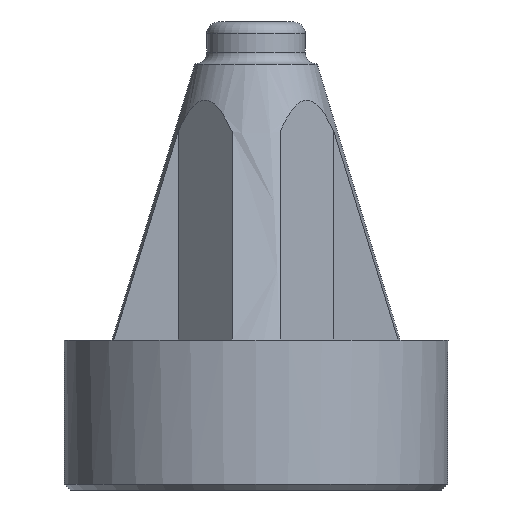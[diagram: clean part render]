
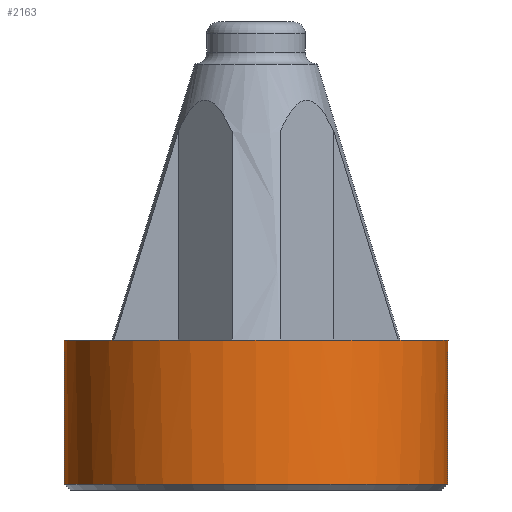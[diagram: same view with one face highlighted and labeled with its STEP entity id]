
A CAD part, left-side view. The second image highlights one B-rep face of the part: STEP entity #2163.
In plain terms, the highlighted cylindrical face has radius 16 mm (diameter 32 mm), a partial arc.
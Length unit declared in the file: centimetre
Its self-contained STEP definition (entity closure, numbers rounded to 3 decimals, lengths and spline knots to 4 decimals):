
#133=ELLIPSE('',#2317,1.6014,1.6);
#135=ELLIPSE('',#2319,1.6014,1.6);
#144=CYLINDRICAL_SURFACE('',#2331,1.6);
#175=CIRCLE('',#2301,1.6);
#179=CIRCLE('',#2326,1.6);
#203=VERTEX_POINT('',#2931);
#267=VERTEX_POINT('',#3099);
#268=VERTEX_POINT('',#3101);
#295=VERTEX_POINT('',#3176);
#298=VERTEX_POINT('',#3182);
#322=VERTEX_POINT('',#3299);
#521=VECTOR('',#2676,1.);
#524=VECTOR('',#2681,1.);
#752=LINE('',#3308,#521);
#755=LINE('',#3312,#524);
#949=EDGE_CURVE('',#268,#267,#175,.T.);
#986=EDGE_CURVE('',#295,#268,#133,.T.);
#990=EDGE_CURVE('',#267,#298,#135,.T.);
#1017=EDGE_CURVE('',#322,#203,#179,.T.);
#1021=EDGE_CURVE('',#203,#298,#752,.T.);
#1024=EDGE_CURVE('',#322,#295,#755,.T.);
#1408=ORIENTED_EDGE('',*,*,#1017,.F.);
#1409=ORIENTED_EDGE('',*,*,#1024,.T.);
#1410=ORIENTED_EDGE('',*,*,#986,.T.);
#1411=ORIENTED_EDGE('',*,*,#949,.T.);
#1412=ORIENTED_EDGE('',*,*,#990,.T.);
#1413=ORIENTED_EDGE('',*,*,#1021,.F.);
#1831=EDGE_LOOP('',(#1408,#1409,#1410,#1411,#1412,#1413));
#2009=FACE_BOUND('',#1831,.T.);
#2163=ADVANCED_FACE('',(#2009),#144,.T.);
#2301=AXIS2_PLACEMENT_3D('',#3100,#2570,#2571);
#2317=AXIS2_PLACEMENT_3D('',#3175,#2624,#2625);
#2319=AXIS2_PLACEMENT_3D('',#3183,#2630,#2631);
#2326=AXIS2_PLACEMENT_3D('',#3300,#2666,#2667);
#2331=AXIS2_PLACEMENT_3D('',#3311,#2679,#2680);
#2570=DIRECTION('',(0.,0.,-1.));
#2571=DIRECTION('',(1.6,0.,0.));
#2624=DIRECTION('',(-0.041,0.,-0.999));
#2625=DIRECTION('',(1.6,0.,-0.066));
#2630=DIRECTION('',(-0.041,0.,-0.999));
#2631=DIRECTION('',(1.6,0.,-0.066));
#2666=DIRECTION('',(0.,0.,-1.));
#2667=DIRECTION('',(-1.6,0.,0.));
#2676=DIRECTION('',(0.,0.,1.));
#2679=DIRECTION('',(0.,0.,1.));
#2680=DIRECTION('',(1.6,0.,0.));
#2681=DIRECTION('',(0.,0.,1.));
#2931=CARTESIAN_POINT('',(0.1956,1.588,-0.075));
#3099=CARTESIAN_POINT('',(0.,1.6,1.125));
#3100=CARTESIAN_POINT('',(0.,0.,1.125));
#3101=CARTESIAN_POINT('',(0.,-1.6,1.125));
#3175=CARTESIAN_POINT('',(0.,0.,1.125));
#3176=CARTESIAN_POINT('',(0.1956,-1.588,1.1169));
#3182=CARTESIAN_POINT('',(0.1956,1.588,1.1169));
#3183=CARTESIAN_POINT('',(0.,0.,1.125));
#3299=CARTESIAN_POINT('',(0.1956,-1.588,-0.075));
#3300=CARTESIAN_POINT('',(0.,0.,-0.075));
#3308=CARTESIAN_POINT('',(0.1956,1.588,-0.125));
#3311=CARTESIAN_POINT('',(0.,0.,-0.125));
#3312=CARTESIAN_POINT('',(0.1956,-1.588,-0.125));
